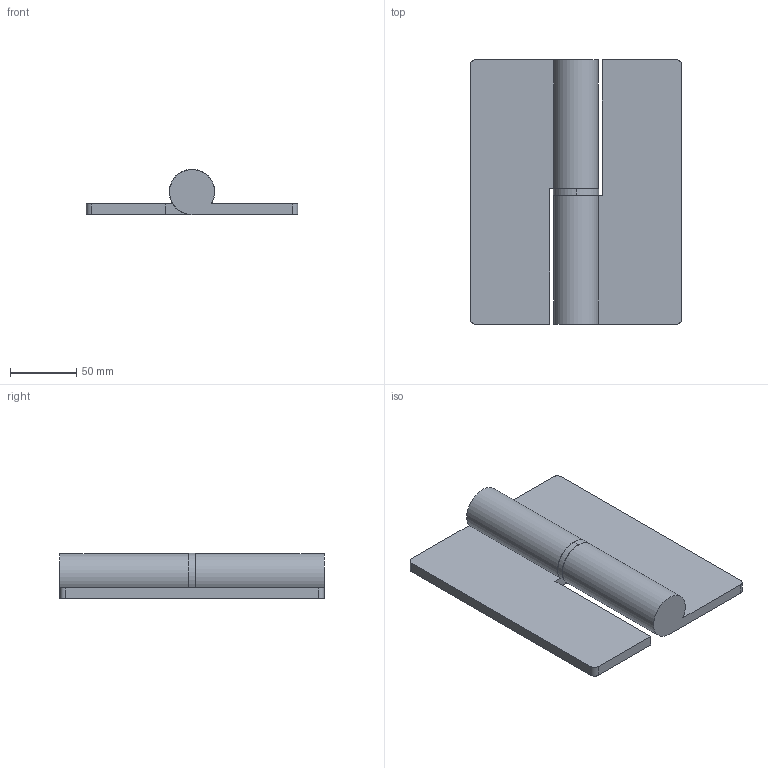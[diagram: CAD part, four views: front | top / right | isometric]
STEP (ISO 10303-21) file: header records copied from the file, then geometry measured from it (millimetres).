
FILE_DESCRIPTION (( 'STEP AP203' ), '1' );
FILE_NAME ('B-1365-1-L.STEP', '2008-12-09T08:48:57', ( ' ' ), ( ' ' ), 'SwSTEP 2.0', 'SolidWorks 2007', '' );
FILE_SCHEMA (( 'CONFIG_CONTROL_DESIGN' ));
Length unit declared in the file: millimetre
Products named in the file (4): B-1365-1-L僸儞僕B__棉太倌; B-1365-1-L; B-1365-1-L僸儞僕A__棉太倌; B-1365-1-L儚僢僔儍乕__棉太倌
Assembly tree (3 placements, depth 2):
  B-1365-1-L
    B-1365-1-L僸儞僕B__棉太倌
    B-1365-1-L儚僢僔儍乕__棉太倌
    B-1365-1-L僸儞僕A__棉太倌
Bounding box: 160 x 200 x 34.5 mm (x, y, z)
Volume: 387778.4 mm3; surface area: 94237.9 mm2
Topology: 4 solids, 4 shells, 32 faces, 74 edges, 48 vertices
Faces by surface type: plane 17, cylinder 14, sphere 1
Entity records: 1324 total; most frequent: DIRECTION 176, CARTESIAN_POINT 158, ORIENTED_EDGE 144, EDGE_CURVE 72, AXIS2_PLACEMENT_3D 66, VERTEX_POINT 48, VECTOR 44, LINE 44
